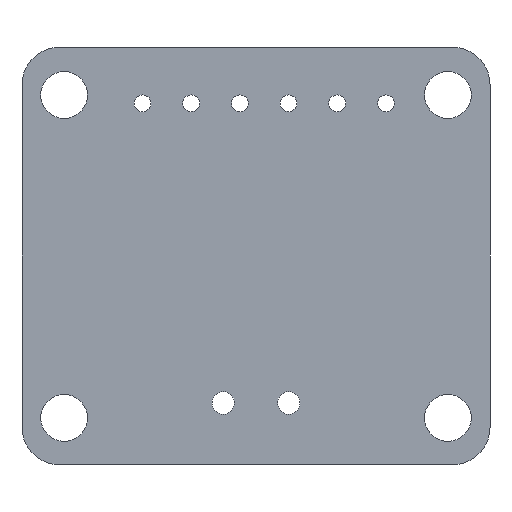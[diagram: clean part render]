
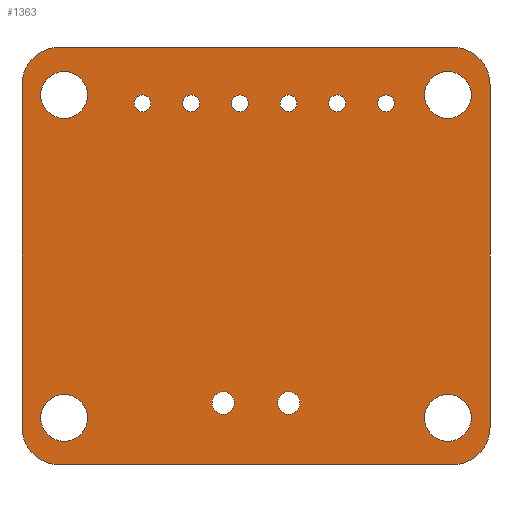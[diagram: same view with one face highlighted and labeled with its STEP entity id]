
A CAD part, front view. The second image highlights one B-rep face of the part: STEP entity #1363.
In plain terms, the highlighted planar face has unit normal (0, -1, 0).
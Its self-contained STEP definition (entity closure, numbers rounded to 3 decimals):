
#14=FACE_BOUND('',#272,.T.);
#15=FACE_BOUND('',#273,.T.);
#16=FACE_BOUND('',#274,.T.);
#17=FACE_BOUND('',#275,.T.);
#18=FACE_BOUND('',#276,.T.);
#19=FACE_BOUND('',#277,.T.);
#20=FACE_BOUND('',#278,.T.);
#21=FACE_BOUND('',#279,.T.);
#22=FACE_BOUND('',#280,.T.);
#23=FACE_BOUND('',#281,.T.);
#24=FACE_BOUND('',#282,.T.);
#25=FACE_BOUND('',#283,.T.);
#81=PLANE('',#1496);
#202=FACE_OUTER_BOUND('',#271,.T.);
#271=EDGE_LOOP('',(#1182,#1183,#1184,#1185,#1186,#1187,#1188,#1189));
#272=EDGE_LOOP('',(#1190));
#273=EDGE_LOOP('',(#1191));
#274=EDGE_LOOP('',(#1192));
#275=EDGE_LOOP('',(#1193));
#276=EDGE_LOOP('',(#1194));
#277=EDGE_LOOP('',(#1195));
#278=EDGE_LOOP('',(#1196));
#279=EDGE_LOOP('',(#1197));
#280=EDGE_LOOP('',(#1198));
#281=EDGE_LOOP('',(#1199));
#282=EDGE_LOOP('',(#1200));
#283=EDGE_LOOP('',(#1201));
#420=LINE('',#2217,#544);
#423=LINE('',#2223,#547);
#424=LINE('',#2227,#548);
#425=LINE('',#2231,#549);
#544=VECTOR('',#1844,10.);
#547=VECTOR('',#1849,10.);
#548=VECTOR('',#1852,10.);
#549=VECTOR('',#1855,10.);
#559=CIRCLE('',#1387,0.45);
#561=CIRCLE('',#1390,0.45);
#563=CIRCLE('',#1393,0.45);
#565=CIRCLE('',#1396,0.45);
#567=CIRCLE('',#1399,0.45);
#569=CIRCLE('',#1402,0.45);
#595=CIRCLE('',#1476,1.25);
#597=CIRCLE('',#1479,0.6);
#599=CIRCLE('',#1482,1.25);
#601=CIRCLE('',#1485,1.25);
#603=CIRCLE('',#1488,0.6);
#605=CIRCLE('',#1491,1.25);
#607=CIRCLE('',#1494,2.);
#608=CIRCLE('',#1497,2.);
#609=CIRCLE('',#1498,2.);
#610=CIRCLE('',#1499,2.);
#615=VERTEX_POINT('',#1890);
#617=VERTEX_POINT('',#1896);
#619=VERTEX_POINT('',#1902);
#621=VERTEX_POINT('',#1908);
#623=VERTEX_POINT('',#1914);
#625=VERTEX_POINT('',#1920);
#707=VERTEX_POINT('',#2173);
#709=VERTEX_POINT('',#2179);
#711=VERTEX_POINT('',#2185);
#713=VERTEX_POINT('',#2191);
#715=VERTEX_POINT('',#2197);
#717=VERTEX_POINT('',#2203);
#720=VERTEX_POINT('',#2210);
#721=VERTEX_POINT('',#2212);
#722=VERTEX_POINT('',#2216);
#724=VERTEX_POINT('',#2222);
#725=VERTEX_POINT('',#2224);
#726=VERTEX_POINT('',#2226);
#727=VERTEX_POINT('',#2228);
#728=VERTEX_POINT('',#2230);
#736=EDGE_CURVE('',#615,#615,#559,.T.);
#739=EDGE_CURVE('',#617,#617,#561,.T.);
#742=EDGE_CURVE('',#619,#619,#563,.T.);
#745=EDGE_CURVE('',#621,#621,#565,.T.);
#748=EDGE_CURVE('',#623,#623,#567,.T.);
#751=EDGE_CURVE('',#625,#625,#569,.T.);
#874=EDGE_CURVE('',#707,#707,#595,.T.);
#877=EDGE_CURVE('',#709,#709,#597,.T.);
#880=EDGE_CURVE('',#711,#711,#599,.T.);
#883=EDGE_CURVE('',#713,#713,#601,.T.);
#886=EDGE_CURVE('',#715,#715,#603,.T.);
#889=EDGE_CURVE('',#717,#717,#605,.T.);
#892=EDGE_CURVE('',#720,#721,#607,.T.);
#894=EDGE_CURVE('',#721,#722,#420,.T.);
#897=EDGE_CURVE('',#724,#720,#423,.T.);
#898=EDGE_CURVE('',#725,#724,#608,.T.);
#899=EDGE_CURVE('',#726,#725,#424,.T.);
#900=EDGE_CURVE('',#727,#726,#609,.T.);
#901=EDGE_CURVE('',#728,#727,#425,.T.);
#902=EDGE_CURVE('',#722,#728,#610,.T.);
#1182=ORIENTED_EDGE('',*,*,#892,.F.);
#1183=ORIENTED_EDGE('',*,*,#897,.F.);
#1184=ORIENTED_EDGE('',*,*,#898,.F.);
#1185=ORIENTED_EDGE('',*,*,#899,.F.);
#1186=ORIENTED_EDGE('',*,*,#900,.F.);
#1187=ORIENTED_EDGE('',*,*,#901,.F.);
#1188=ORIENTED_EDGE('',*,*,#902,.F.);
#1189=ORIENTED_EDGE('',*,*,#894,.F.);
#1190=ORIENTED_EDGE('',*,*,#736,.T.);
#1191=ORIENTED_EDGE('',*,*,#739,.T.);
#1192=ORIENTED_EDGE('',*,*,#742,.T.);
#1193=ORIENTED_EDGE('',*,*,#745,.T.);
#1194=ORIENTED_EDGE('',*,*,#748,.T.);
#1195=ORIENTED_EDGE('',*,*,#751,.T.);
#1196=ORIENTED_EDGE('',*,*,#874,.T.);
#1197=ORIENTED_EDGE('',*,*,#877,.T.);
#1198=ORIENTED_EDGE('',*,*,#880,.T.);
#1199=ORIENTED_EDGE('',*,*,#883,.T.);
#1200=ORIENTED_EDGE('',*,*,#886,.T.);
#1201=ORIENTED_EDGE('',*,*,#889,.T.);
#1363=ADVANCED_FACE('',(#202,#14,#15,#16,#17,#18,#19,#20,#21,#22,#23,#24,
#25),#81,.F.);
#1387=AXIS2_PLACEMENT_3D('',#1892,#1517,#1518);
#1390=AXIS2_PLACEMENT_3D('',#1898,#1524,#1525);
#1393=AXIS2_PLACEMENT_3D('',#1904,#1531,#1532);
#1396=AXIS2_PLACEMENT_3D('',#1910,#1538,#1539);
#1399=AXIS2_PLACEMENT_3D('',#1916,#1545,#1546);
#1402=AXIS2_PLACEMENT_3D('',#1922,#1552,#1553);
#1476=AXIS2_PLACEMENT_3D('',#2175,#1797,#1798);
#1479=AXIS2_PLACEMENT_3D('',#2181,#1804,#1805);
#1482=AXIS2_PLACEMENT_3D('',#2187,#1811,#1812);
#1485=AXIS2_PLACEMENT_3D('',#2193,#1818,#1819);
#1488=AXIS2_PLACEMENT_3D('',#2199,#1825,#1826);
#1491=AXIS2_PLACEMENT_3D('',#2205,#1832,#1833);
#1494=AXIS2_PLACEMENT_3D('',#2213,#1839,#1840);
#1496=AXIS2_PLACEMENT_3D('',#2221,#1847,#1848);
#1497=AXIS2_PLACEMENT_3D('',#2225,#1850,#1851);
#1498=AXIS2_PLACEMENT_3D('',#2229,#1853,#1854);
#1499=AXIS2_PLACEMENT_3D('',#2232,#1856,#1857);
#1517=DIRECTION('center_axis',(0.,1.,0.));
#1518=DIRECTION('ref_axis',(-1.,0.,0.));
#1524=DIRECTION('center_axis',(0.,1.,0.));
#1525=DIRECTION('ref_axis',(-1.,0.,0.));
#1531=DIRECTION('center_axis',(0.,1.,0.));
#1532=DIRECTION('ref_axis',(-1.,0.,0.));
#1538=DIRECTION('center_axis',(0.,1.,0.));
#1539=DIRECTION('ref_axis',(-1.,0.,0.));
#1545=DIRECTION('center_axis',(0.,1.,0.));
#1546=DIRECTION('ref_axis',(-1.,0.,0.));
#1552=DIRECTION('center_axis',(0.,1.,0.));
#1553=DIRECTION('ref_axis',(-1.,0.,0.));
#1797=DIRECTION('center_axis',(0.,1.,0.));
#1798=DIRECTION('ref_axis',(1.,0.,0.));
#1804=DIRECTION('center_axis',(0.,1.,0.));
#1805=DIRECTION('ref_axis',(1.,0.,0.));
#1811=DIRECTION('center_axis',(0.,1.,0.));
#1812=DIRECTION('ref_axis',(1.,0.,0.));
#1818=DIRECTION('center_axis',(0.,1.,0.));
#1819=DIRECTION('ref_axis',(-1.,0.,0.));
#1825=DIRECTION('center_axis',(0.,1.,0.));
#1826=DIRECTION('ref_axis',(-1.,0.,0.));
#1832=DIRECTION('center_axis',(0.,1.,0.));
#1833=DIRECTION('ref_axis',(-1.,0.,0.));
#1839=DIRECTION('center_axis',(0.,1.,0.));
#1840=DIRECTION('ref_axis',(-0.707,0.,0.707));
#1844=DIRECTION('',(1.,0.,0.));
#1847=DIRECTION('center_axis',(0.,1.,0.));
#1848=DIRECTION('ref_axis',(1.,0.,0.));
#1849=DIRECTION('',(0.,0.,1.));
#1850=DIRECTION('center_axis',(0.,1.,0.));
#1851=DIRECTION('ref_axis',(-0.707,0.,-0.707));
#1852=DIRECTION('',(-1.,0.,0.));
#1853=DIRECTION('center_axis',(0.,1.,0.));
#1854=DIRECTION('ref_axis',(0.707,0.,-0.707));
#1855=DIRECTION('',(0.,0.,-1.));
#1856=DIRECTION('center_axis',(0.,1.,0.));
#1857=DIRECTION('ref_axis',(0.707,0.,0.707));
#1890=CARTESIAN_POINT('',(12.09,0.,-2.994));
#1892=CARTESIAN_POINT('Origin',(11.64,0.,-2.994));
#1896=CARTESIAN_POINT('',(6.89,0.,-2.998));
#1898=CARTESIAN_POINT('Origin',(6.44,0.,-2.998));
#1902=CARTESIAN_POINT('',(14.69,0.,-2.994));
#1904=CARTESIAN_POINT('Origin',(14.24,0.,-2.994));
#1908=CARTESIAN_POINT('',(9.49,0.,-2.995));
#1910=CARTESIAN_POINT('Origin',(9.04,0.,-2.995));
#1914=CARTESIAN_POINT('',(19.89,0.,-2.994));
#1916=CARTESIAN_POINT('Origin',(19.44,0.,-2.994));
#1920=CARTESIAN_POINT('',(17.29,0.,-2.994));
#1922=CARTESIAN_POINT('Origin',(16.84,0.,-2.994));
#2173=CARTESIAN_POINT('',(21.5,0.,-19.8));
#2175=CARTESIAN_POINT('Origin',(22.75,0.,-19.8));
#2179=CARTESIAN_POINT('',(13.65,0.,-19.));
#2181=CARTESIAN_POINT('Origin',(14.25,0.,-19.));
#2185=CARTESIAN_POINT('',(21.5,0.,-2.55));
#2187=CARTESIAN_POINT('Origin',(22.75,0.,-2.55));
#2191=CARTESIAN_POINT('',(3.5,0.,-19.8));
#2193=CARTESIAN_POINT('Origin',(2.25,0.,-19.8));
#2197=CARTESIAN_POINT('',(11.35,0.,-19.));
#2199=CARTESIAN_POINT('Origin',(10.75,0.,-19.));
#2203=CARTESIAN_POINT('',(3.5,0.,-2.55));
#2205=CARTESIAN_POINT('Origin',(2.25,0.,-2.55));
#2210=CARTESIAN_POINT('',(0.,0.,-2.));
#2212=CARTESIAN_POINT('',(2.,0.,0.));
#2213=CARTESIAN_POINT('Origin',(2.,0.,-2.));
#2216=CARTESIAN_POINT('',(23.,0.,0.));
#2217=CARTESIAN_POINT('',(0.,0.,0.));
#2221=CARTESIAN_POINT('Origin',(12.5,0.,-11.15));
#2222=CARTESIAN_POINT('',(0.,0.,-20.3));
#2223=CARTESIAN_POINT('',(0.,0.,-22.3));
#2224=CARTESIAN_POINT('',(2.,0.,-22.3));
#2225=CARTESIAN_POINT('Origin',(2.,0.,-20.3));
#2226=CARTESIAN_POINT('',(23.,0.,-22.3));
#2227=CARTESIAN_POINT('',(25.,0.,-22.3));
#2228=CARTESIAN_POINT('',(25.,0.,-20.3));
#2229=CARTESIAN_POINT('Origin',(23.,0.,-20.3));
#2230=CARTESIAN_POINT('',(25.,0.,-2.));
#2231=CARTESIAN_POINT('',(25.,0.,0.));
#2232=CARTESIAN_POINT('Origin',(23.,0.,-2.));
